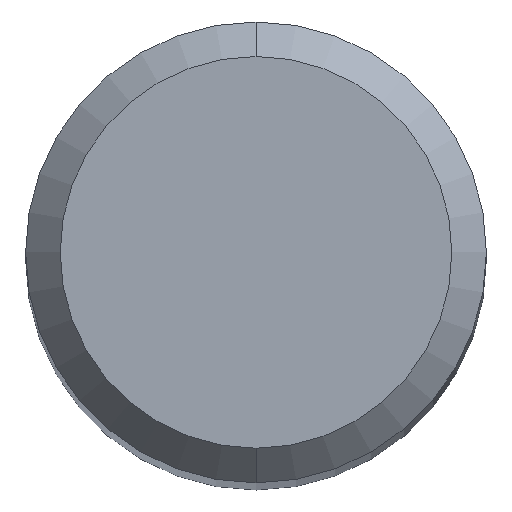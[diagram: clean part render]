
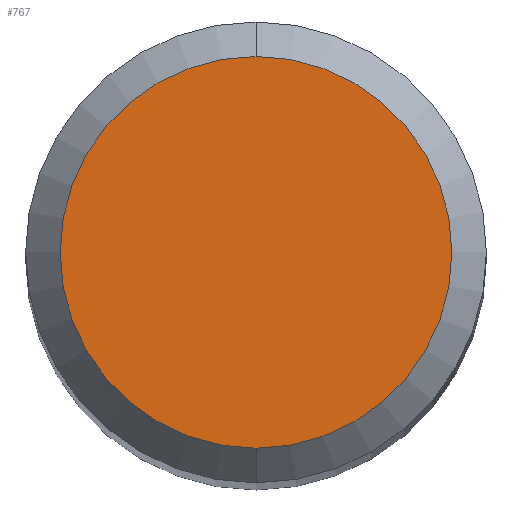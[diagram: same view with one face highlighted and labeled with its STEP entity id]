
A CAD part, top view. The second image highlights one B-rep face of the part: STEP entity #767.
In plain terms, the highlighted planar face has unit normal (0, 0, 1).
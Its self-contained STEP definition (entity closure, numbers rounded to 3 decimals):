
#401=VERTEX_POINT('',#1069);
#767=ADVANCED_FACE('',(#1467),#1468,.T.);
#783=EDGE_CURVE('',#991,#401,#1487,.T.);
#857=EDGE_CURVE('',#401,#991,#1569,.T.);
#991=VERTEX_POINT('',#1713);
#1069=CARTESIAN_POINT('',(0.0,1.7,0.0));
#1467=FACE_OUTER_BOUND('',#3531,.T.);
#1468=PLANE('',#3532);
#1487=CIRCLE('',#3669,1.7);
#1569=CIRCLE('',#3960,1.7);
#1713=CARTESIAN_POINT('',(0.,-1.7,0.0));
#3531=EDGE_LOOP('',(#4941,#4942));
#3532=AXIS2_PLACEMENT_3D('',#4943,#4944,#4945);
#3669=AXIS2_PLACEMENT_3D('',#4977,#4978,#4979);
#3960=AXIS2_PLACEMENT_3D('',#5100,#5101,#5102);
#4941=ORIENTED_EDGE('',*,*,#857,.F.);
#4942=ORIENTED_EDGE('',*,*,#783,.F.);
#4943=CARTESIAN_POINT('',(0.0,0.85,0.0));
#4944=DIRECTION('',(-0.0,0.0,1.0));
#4945=DIRECTION('',(0.0,-1.0,0.0));
#4977=CARTESIAN_POINT('',(0.0,0.0,0.0));
#4978=DIRECTION('',(0.0,0.0,-1.0));
#4979=DIRECTION('',(0.0,1.0,0.0));
#5100=CARTESIAN_POINT('',(0.0,0.0,0.0));
#5101=DIRECTION('',(0.0,0.0,-1.0));
#5102=DIRECTION('',(0.0,1.0,0.0));
